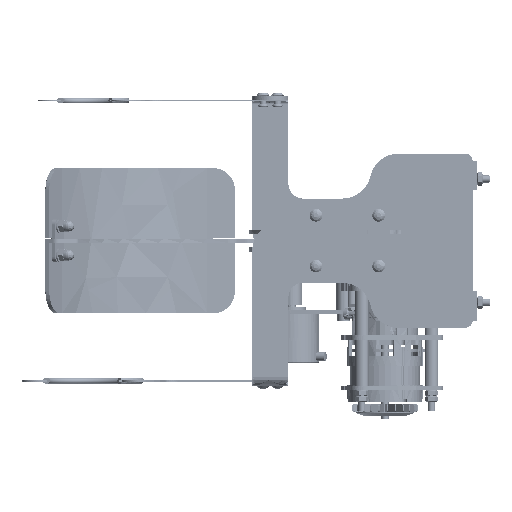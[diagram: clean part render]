
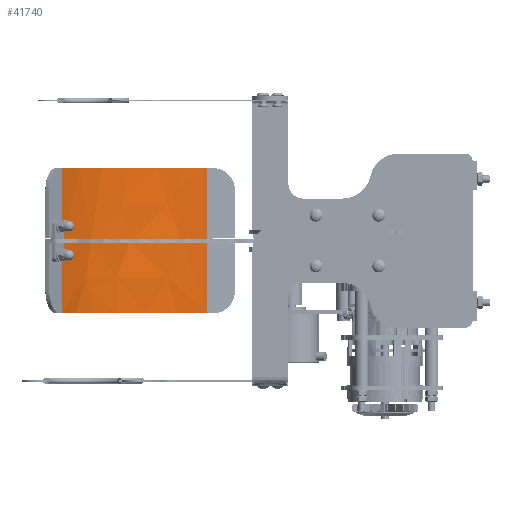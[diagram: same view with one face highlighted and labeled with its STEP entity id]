
A CAD part, left-side view. The second image highlights one B-rep face of the part: STEP entity #41740.
In plain terms, the highlighted free-form (B-spline) face has degree [2, 1] with [3, 2] control points.
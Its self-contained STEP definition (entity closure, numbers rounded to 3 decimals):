
#41037 = VERTEX_POINT('',#41038);
#41038 = CARTESIAN_POINT('',(-78.828,122.392,
    6.073));
#41052 = VERTEX_POINT('',#41053);
#41053 = CARTESIAN_POINT('',(-78.785,122.368,
    6.073));
#41058 = EDGE_CURVE('',#41037,#41052,#41059,.T.);
#41059 = ( BOUNDED_CURVE() B_SPLINE_CURVE(2,(#41060,#41061,#41062),
.UNSPECIFIED.,.F.,.F.) B_SPLINE_CURVE_WITH_KNOTS((3,3),(0.,
0.),.PIECEWISE_BEZIER_KNOTS.) CURVE() 
GEOMETRIC_REPRESENTATION_ITEM() RATIONAL_B_SPLINE_CURVE((1.,
1.,1.)) REPRESENTATION_ITEM('') );
#41060 = CARTESIAN_POINT('',(-78.828,122.392,
    6.073));
#41061 = CARTESIAN_POINT('',(-78.806,122.38,
    6.073));
#41062 = CARTESIAN_POINT('',(-78.785,122.368,
    6.073));
#41073 = VERTEX_POINT('',#41074);
#41074 = CARTESIAN_POINT('',(-78.828,122.392,
    2.961));
#41081 = EDGE_CURVE('',#41082,#41073,#41084,.T.);
#41082 = VERTEX_POINT('',#41083);
#41083 = CARTESIAN_POINT('',(-78.785,122.368,
    2.961));
#41084 = ( BOUNDED_CURVE() B_SPLINE_CURVE(2,(#41085,#41086,#41087),
.UNSPECIFIED.,.F.,.F.) B_SPLINE_CURVE_WITH_KNOTS((3,3),(0.,
0.),.PIECEWISE_BEZIER_KNOTS.) CURVE() 
GEOMETRIC_REPRESENTATION_ITEM() RATIONAL_B_SPLINE_CURVE((1.,
1.,1.)) REPRESENTATION_ITEM('') );
#41085 = CARTESIAN_POINT('',(-78.785,122.368,
    2.961));
#41086 = CARTESIAN_POINT('',(-78.806,122.38,
    2.961));
#41087 = CARTESIAN_POINT('',(-78.828,122.392,
    2.961));
#41110 = EDGE_CURVE('',#41052,#41082,#41111,.T.);
#41111 = B_SPLINE_CURVE_WITH_KNOTS('',1,(#41112,#41113),.UNSPECIFIED.,
  .F.,.F.,(2,2),(-2.325,0.775),.PIECEWISE_BEZIER_KNOTS.);
#41112 = CARTESIAN_POINT('',(-78.785,122.368,
    6.073));
#41113 = CARTESIAN_POINT('',(-78.785,122.368,
    2.961));
#41317 = VERTEX_POINT('',#41318);
#41318 = CARTESIAN_POINT('',(-78.828,122.392,
    -45.676));
#41419 = EDGE_CURVE('',#41037,#41420,#41422,.T.);
#41420 = VERTEX_POINT('',#41421);
#41421 = CARTESIAN_POINT('',(-78.828,122.392,
    54.711));
#41422 = B_SPLINE_CURVE_WITH_KNOTS('',1,(#41423,#41424),.UNSPECIFIED.,
  .F.,.F.,(2,2),(-48.45,0.),.PIECEWISE_BEZIER_KNOTS.);
#41423 = CARTESIAN_POINT('',(-78.828,122.392,
    6.073));
#41424 = CARTESIAN_POINT('',(-78.828,122.392,
    54.711));
#41444 = EDGE_CURVE('',#41317,#41073,#41445,.T.);
#41445 = B_SPLINE_CURVE_WITH_KNOTS('',1,(#41446,#41447),.UNSPECIFIED.,
  .F.,.F.,(2,2),(-100.,-51.55),.PIECEWISE_BEZIER_KNOTS.);
#41446 = CARTESIAN_POINT('',(-78.828,122.392,
    -45.676));
#41447 = CARTESIAN_POINT('',(-78.828,122.392,
    2.961));
#41525 = VERTEX_POINT('',#41526);
#41526 = CARTESIAN_POINT('',(-12.514,21.889,
    54.711));
#41636 = VERTEX_POINT('',#41637);
#41637 = CARTESIAN_POINT('',(-12.514,21.889,
    -45.676));
#41740 = ADVANCED_FACE('',(#41741),#41765,.F.);
#41741 = FACE_BOUND('',#41742,.F.);
#41742 = EDGE_LOOP('',(#41743,#41744,#41745,#41746,#41752,#41757,#41763,
    #41764));
#41743 = ORIENTED_EDGE('',*,*,#41110,.F.);
#41744 = ORIENTED_EDGE('',*,*,#41058,.F.);
#41745 = ORIENTED_EDGE('',*,*,#41419,.T.);
#41746 = ORIENTED_EDGE('',*,*,#41747,.T.);
#41747 = EDGE_CURVE('',#41420,#41525,#41748,.T.);
#41748 = ( BOUNDED_CURVE() B_SPLINE_CURVE(2,(#41749,#41750,#41751),
.UNSPECIFIED.,.F.,.F.) B_SPLINE_CURVE_WITH_KNOTS((3,3),(0.,
0.959),.PIECEWISE_BEZIER_KNOTS.) CURVE() 
GEOMETRIC_REPRESENTATION_ITEM() RATIONAL_B_SPLINE_CURVE((1.,
0.887,1.)) REPRESENTATION_ITEM('') );
#41749 = CARTESIAN_POINT('',(-78.828,122.392,
    54.711));
#41750 = CARTESIAN_POINT('',(-19.542,89.381,
    54.711));
#41751 = CARTESIAN_POINT('',(-12.514,21.889,
    54.711));
#41752 = ORIENTED_EDGE('',*,*,#41753,.T.);
#41753 = EDGE_CURVE('',#41525,#41636,#41754,.T.);
#41754 = B_SPLINE_CURVE_WITH_KNOTS('',1,(#41755,#41756),.UNSPECIFIED.,
  .F.,.F.,(2,2),(-50.,50.),.PIECEWISE_BEZIER_KNOTS.);
#41755 = CARTESIAN_POINT('',(-12.514,21.889,
    54.711));
#41756 = CARTESIAN_POINT('',(-12.514,21.889,
    -45.676));
#41757 = ORIENTED_EDGE('',*,*,#41758,.T.);
#41758 = EDGE_CURVE('',#41636,#41317,#41759,.T.);
#41759 = ( BOUNDED_CURVE() B_SPLINE_CURVE(2,(#41760,#41761,#41762),
.UNSPECIFIED.,.F.,.F.) B_SPLINE_CURVE_WITH_KNOTS((3,3),(0.,
0.959),.PIECEWISE_BEZIER_KNOTS.) CURVE() 
GEOMETRIC_REPRESENTATION_ITEM() RATIONAL_B_SPLINE_CURVE((1.,
0.887,1.)) REPRESENTATION_ITEM('') );
#41760 = CARTESIAN_POINT('',(-12.514,21.889,
    -45.676));
#41761 = CARTESIAN_POINT('',(-19.542,89.381,
    -45.676));
#41762 = CARTESIAN_POINT('',(-78.828,122.392,
    -45.676));
#41763 = ORIENTED_EDGE('',*,*,#41444,.T.);
#41764 = ORIENTED_EDGE('',*,*,#41081,.F.);
#41765 = ( BOUNDED_SURFACE() B_SPLINE_SURFACE(2,1,(
    (#41766,#41767)
    ,(#41768,#41769)
    ,(#41770,#41771
)),.UNSPECIFIED.,.F.,.F.,.F.) B_SPLINE_SURFACE_WITH_KNOTS((3,3),(2,2),(
    0.,0.959),(-50.,50.),.PIECEWISE_BEZIER_KNOTS.) 
GEOMETRIC_REPRESENTATION_ITEM() RATIONAL_B_SPLINE_SURFACE((
    (1.,1.)
    ,(0.887,0.887)
,(1.,1.))) REPRESENTATION_ITEM('') SURFACE() );
#41766 = CARTESIAN_POINT('',(-78.828,122.392,
    54.711));
#41767 = CARTESIAN_POINT('',(-78.828,122.392,
    -45.676));
#41768 = CARTESIAN_POINT('',(-19.542,89.381,
    54.711));
#41769 = CARTESIAN_POINT('',(-19.542,89.381,
    -45.676));
#41770 = CARTESIAN_POINT('',(-12.514,21.889,
    54.711));
#41771 = CARTESIAN_POINT('',(-12.514,21.889,
    -45.676));
